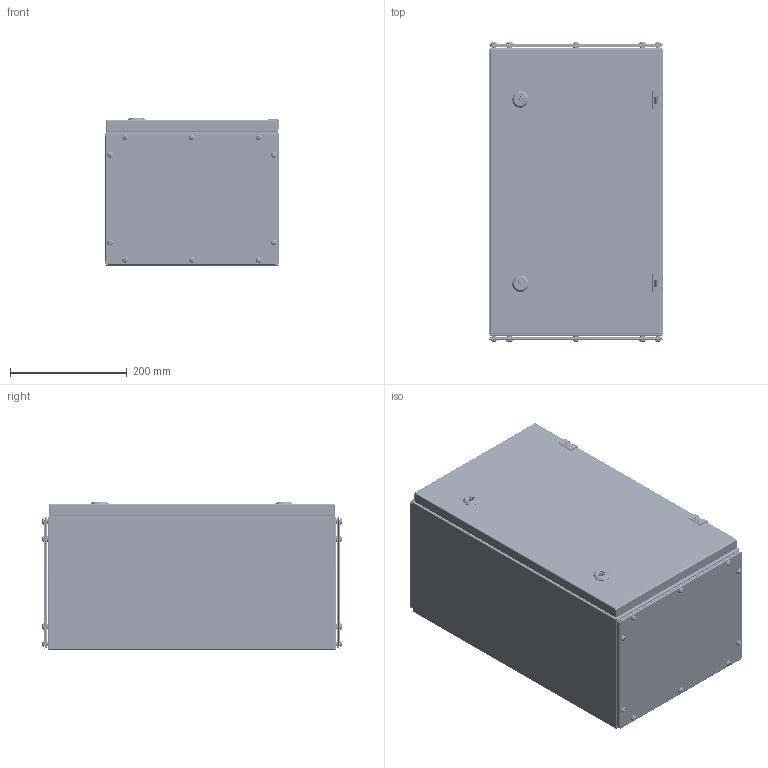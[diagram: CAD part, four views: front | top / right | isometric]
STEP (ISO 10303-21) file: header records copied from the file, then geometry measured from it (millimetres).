
FILE_DESCRIPTION (( 'STEP AP214' ), '1' );
FILE_NAME ('10.030.050.25.STEP', '2024-05-27T03:45:02', ( '' ), ( '' ), 'SwSTEP 2.0', 'SolidWorks 2021', '' );
FILE_SCHEMA (( 'AUTOMOTIVE_DESIGN' ));
Length unit declared in the file: millimetre
Products named in the file (25): ﾄ粢 ﾑﾁ W300H500; 8SJ_MS705_0010.stp; 8SJ_MS705-1_0040.stp; Çàêëåïêà ðåçüáîâàÿ Ì8 øåñòèãðàííàÿ ñ óìåíüøåííûì áîðòîì; 8SJ_MS705_0510.stp; ﾇ瑟鶴 ﾀﾑ ms1000-3M.stp; Ãàñêåòèíã äâåðè W300H500; Øïèëüêà ïðèâàðíàÿ Ì6õ10; Áîëò Ì6õ10 ñ øåñòèãðàííîé ãîëîâêîé ñ ïðåññøàéáîé; Ïðîêëàäêà êðûøêè W300D250; Êîðïóñ øêàôà W300H500D250; SW6X8.stp; 8SJ_MS705_0760.stp; 8SJ_S1B_0001.stp; Çàêëåïêà ðåçüáîâàÿ Ì5 øåñòèãðàííàÿ ñ óìåíüøåííûì áîðòîì; 嵑謺麃 檐; Êàðêàñ øêàôà W300H500D250; Ïåðåìû÷êà êàðêàñà W300; Øïèëüêà ïðèâàðíàÿ Ì6õ15; 10.030.050.25; Ðåéêà H500; 署赅 W300D250; Äâåðíîå ïîëîòíî W300H500; Øïèëüêà ïðèâàðíàÿ Ì6õ20; Âèíò DIN 967 Ì5õ16 ñ ïîëóêðóãëîé ãîëîâêîé ñ êðåñòîîáðàçíûì øëèöåì
Assembly tree (83 placements, depth 4):
  10.030.050.25
    Êàðêàñ øêàôà W300H500D250
      Êîðïóñ øêàôà W300H500D250
      Ïåðåìû÷êà êàðêàñà W300  x2
      Øïèëüêà ïðèâàðíàÿ Ì6õ15  x8
      Øïèëüêà ïðèâàðíàÿ Ì6õ20  x4
    署赅 W300D250  x2
    Ïðîêëàäêà êðûøêè W300D250  x2
    ﾄ粢 ﾑﾁ W300H500
      Äâåðíîå ïîëîòíî W300H500
      Ðåéêà H500  x2
      Ãàñêåòèíã äâåðè W300H500
      Øïèëüêà ïðèâàðíàÿ Ì6õ10  x2
      ﾇ瑟鶴 ﾀﾑ ms1000-3M.stp  x2
        8SJ_MS705_0010.stp
        8SJ_MS705_0510.stp
        8SJ_MS705_0760.stp
        8SJ_S1B_0001.stp
        8SJ_MS705-1_0040.stp
        SW6X8.stp
    嵑謺麃 檐  x2
    Áîëò Ì6õ10 ñ øåñòèãðàííîé ãîëîâêîé ñ ïðåññøàéáîé  x2
    Çàêëåïêà ðåçüáîâàÿ Ì5 øåñòèãðàííàÿ ñ óìåíüøåííûì áîðòîì  x20
    Âèíò DIN 967 Ì5õ16 ñ ïîëóêðóãëîé ãîëîâêîé ñ êðåñòîîáðàçíûì øëèöåì  x20
    Çàêëåïêà ðåçüáîâàÿ Ì8 øåñòèãðàííàÿ ñ óìåíüøåííûì áîðòîì  x4
Bounding box: 300 x 515.17 x 254.65 mm (x, y, z)
Volume: 1073949.9 mm3; surface area: 1839612 mm2
Topology: 83 solids, 95 shells, 5106 faces, 12860 edges, 7966 vertices
Faces by surface type: plane 2075, cylinder 1770, bspline 663, cone 252, torus 194, sphere 152
Entity records: 81105 total; most frequent: CARTESIAN_POINT 41430, ORIENTED_EDGE 8530, DIRECTION 7062, EDGE_CURVE 4271, VERTEX_POINT 2629, AXIS2_PLACEMENT_3D 2409, VECTOR 2244, LINE 2244
